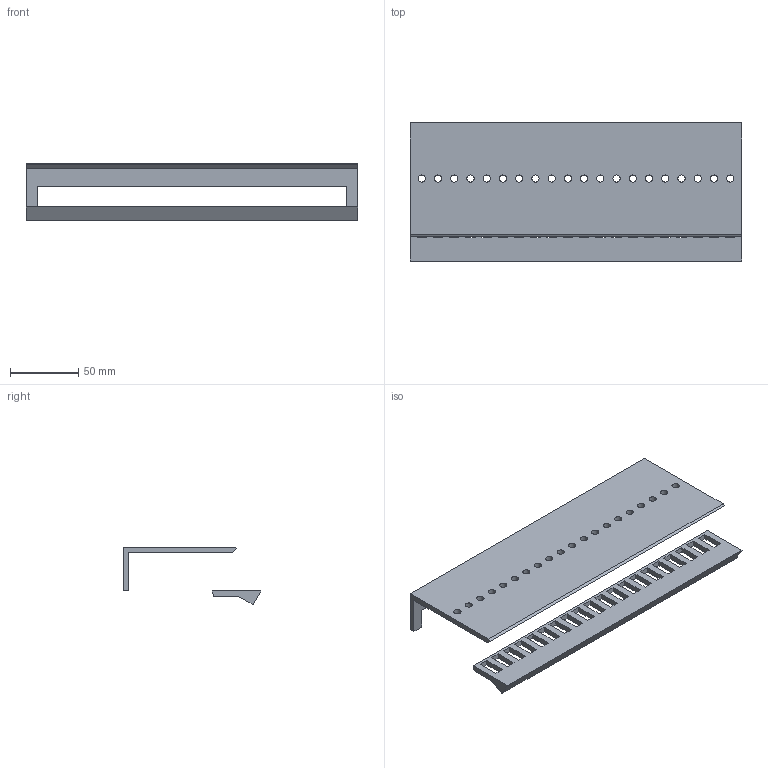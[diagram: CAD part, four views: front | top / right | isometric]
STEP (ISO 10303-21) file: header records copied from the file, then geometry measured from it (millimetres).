
FILE_DESCRIPTION(/* description */ ('STEP AP242','CAx-IF Rec.Pracs.---Representation and Presentation of Product Manufacturing Information (PMI)---4.0---2014-10-13','CAx-IF Rec.Pracs.---3D Tessellated Geometry---0.4---2014-09-14','2;1'),/* implementation_level */ '2;1');
FILE_NAME(/* name */ '647e87b06653421e7e8c6e27',/* time_stamp */ '2023-06-06T01:11:12Z',/* author */ (''),/* organization */ (''),/* preprocessor_version */ 'ST-DEVELOPER v19.4',/* originating_system */ ' ',/* authorisation */ ' ');
FILE_SCHEMA (('AP242_MANAGED_MODEL_BASED_3D_ENGINEERING_MIM_LF { 1 0 10303 442 1 1 4 }'));
Length unit declared in the file: metre
Products named in the file (2): top_panel; front_panel
Bounding box: 243 x 101.13 x 42.07 mm (x, y, z)
Volume: 125871.5 mm3; surface area: 69540.6 mm2
Topology: 2 solids, 2 shells, 120 faces, 348 edges, 232 vertices
Faces by surface type: plane 100, cylinder 20
Full cylindrical faces by diameter (mm): 5.3 x20
Entity records: 4020 total; most frequent: CARTESIAN_POINT 682, ORIENTED_EDGE 656, DIRECTION 612, EDGE_CURVE 328, LINE 288, VECTOR 288, VERTEX_POINT 232, EDGE_LOOP 220
